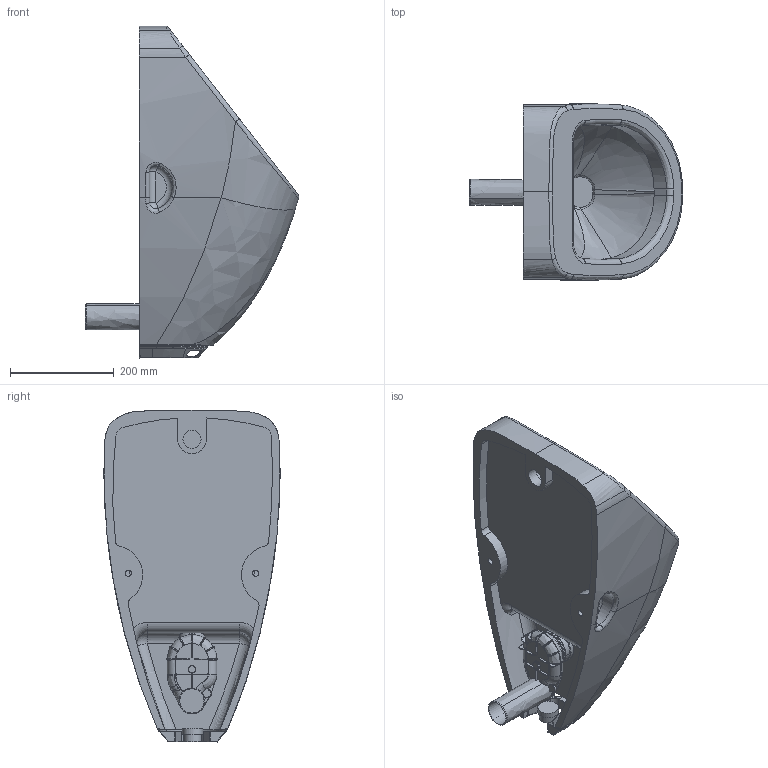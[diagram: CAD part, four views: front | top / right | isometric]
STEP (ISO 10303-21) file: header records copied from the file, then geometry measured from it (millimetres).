
FILE_DESCRIPTION((''),'2;1');
FILE_NAME('083037.stp','2013-06-19T15:24:28',('Administrator'),(''),'Autodesk Inventor 2011','Autodesk Inventor 2011','');
FILE_SCHEMA(('CONFIG_CONTROL_DESIGN'));
Length unit declared in the file: millimetre
Products named in the file (9): 083037; 083036; Urinal_Absaugesifon; Utronic Steuerrung schmal; 60.000.336R-; 00427; Blech Utronic schmal; Utronic schmal; Dichtung
Assembly tree (8 placements, depth 4):
  083037
    083036
    Urinal_Absaugesifon
    Utronic Steuerrung schmal
      60.000.336R-
        00427
      Blech Utronic schmal
        Utronic schmal
      Dichtung
Bounding box: 410.32 x 339.01 x 638.97 mm (x, y, z)
Volume: 18285083.9 mm3; surface area: 1041849.8 mm2
Topology: 5 solids, 6 shells, 1542 faces, 4245 edges, 2680 vertices
Faces by surface type: plane 717, bspline 540, cylinder 194, torus 67, sphere 20, cone 4
Full cylindrical faces by diameter (mm): 12 x2, 15.952 x1, 18.245 x1, 19.94 x1, 21.535 x1, 23.829 x2, 27 x1, 30 x1, 30.09 x1, 34.305 x1, 35 x1, 37.317 x1, 39.931 x1, 41 x1, 46.515 x1, 50 x2
Entity records: 72206 total; most frequent: CARTESIAN_POINT 36247, ORIENTED_EDGE 8324, DIRECTION 5952, EDGE_CURVE 4162, VERTEX_POINT 2676, VECTOR 2244, LINE 2244, AXIS2_PLACEMENT_3D 1854
